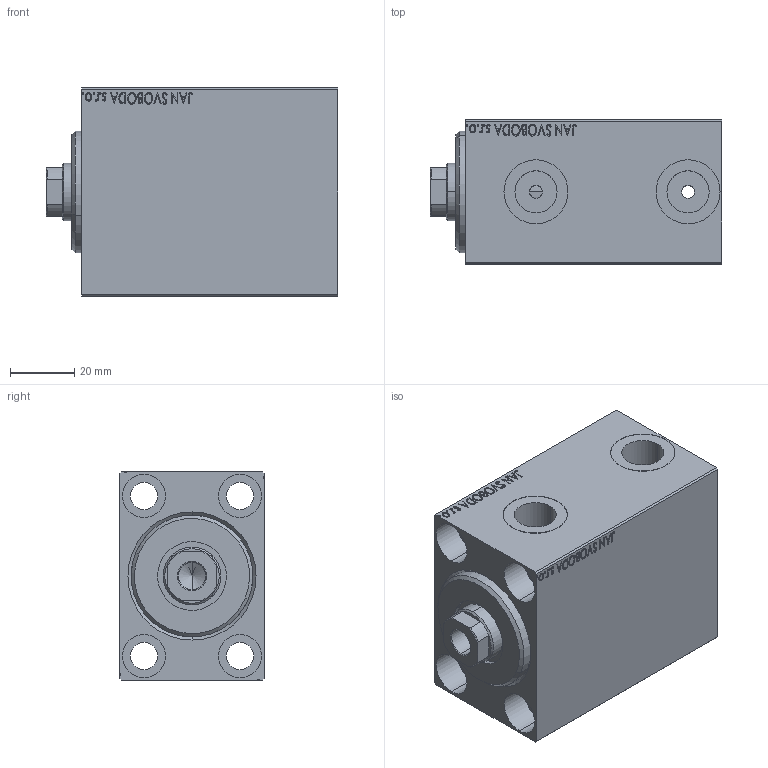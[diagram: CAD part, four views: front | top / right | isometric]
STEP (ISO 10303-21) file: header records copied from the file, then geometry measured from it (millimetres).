
FILE_DESCRIPTION (( 'STEP AP203' ), '1' );
FILE_NAME ('3c89.STEP', '2022-04-17T12:05:01', ( '' ), ( '' ), 'SwSTEP 2.0', 'SolidWorks 2019', '' );
FILE_SCHEMA (( 'CONFIG_CONTROL_DESIGN' ));
Length unit declared in the file: millimetre
Products named in the file (4): V450CM_C_Body a94876e6cd12f84580bd78f61e7d3a4d; 3c89; V450CM_C_VCP a94876e6cd12f84580bd78f61e7d3a4d; V450CM_VC_B a94876e6cd12f84580bd78f61e7d3a4d
Assembly tree (3 placements, depth 2):
  3c89
    V450CM_C_Body a94876e6cd12f84580bd78f61e7d3a4d
    V450CM_C_VCP a94876e6cd12f84580bd78f61e7d3a4d
    V450CM_VC_B a94876e6cd12f84580bd78f61e7d3a4d
Bounding box: 91 x 45 x 65 mm (x, y, z)
Volume: 198593.3 mm3; surface area: 49206 mm2
Topology: 3 solids, 3 shells, 876 faces, 2240 edges, 1485 vertices
Faces by surface type: plane 412, bspline 380, cylinder 70, cone 14
Entity records: 44420 total; most frequent: CARTESIAN_POINT 25217, ORIENTED_EDGE 4476, DIRECTION 2622, EDGE_CURVE 2238, VERTEX_POINT 1485, VECTOR 1314, LINE 1314, EDGE_LOOP 1009
